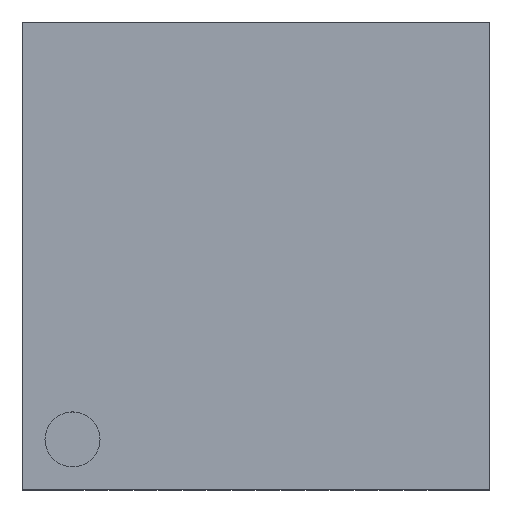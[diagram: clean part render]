
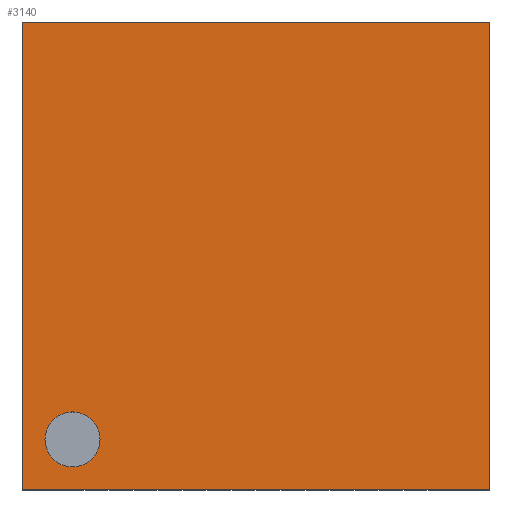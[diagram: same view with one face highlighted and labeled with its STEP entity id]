
A CAD part, top view. The second image highlights one B-rep face of the part: STEP entity #3140.
In plain terms, the highlighted planar face has unit normal (0, 0, 1).
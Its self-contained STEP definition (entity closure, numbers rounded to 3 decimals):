
#17=FACE_BOUND($,#395,.T.);
#19=CIRCLE($,#3282,0.3);
#213=FACE_OUTER_BOUND($,#394,.T.);
#394=EDGE_LOOP($,(#2761,#2762,#2763,#2764));
#395=EDGE_LOOP($,(#2765));
#784=LINE($,#4971,#1204);
#802=LINE($,#4994,#1222);
#807=LINE($,#5001,#1227);
#809=LINE($,#5004,#1229);
#1204=VECTOR($,#4089,5.1);
#1222=VECTOR($,#4109,5.1);
#1227=VECTOR($,#4116,5.1);
#1229=VECTOR($,#4120,5.1);
#1371=VERTEX_POINT($,#4569);
#1509=VERTEX_POINT($,#4968);
#1510=VERTEX_POINT($,#4970);
#1513=VERTEX_POINT($,#4991);
#1514=VERTEX_POINT($,#4993);
#1717=EDGE_CURVE($,#1371,#1371,#19,.T.);
#1908=EDGE_CURVE($,#1510,#1509,#784,.T.);
#1926=EDGE_CURVE($,#1514,#1513,#802,.T.);
#1931=EDGE_CURVE($,#1509,#1514,#807,.T.);
#1933=EDGE_CURVE($,#1513,#1510,#809,.T.);
#2761=ORIENTED_EDGE($,*,*,#1933,.T.);
#2762=ORIENTED_EDGE($,*,*,#1908,.T.);
#2763=ORIENTED_EDGE($,*,*,#1931,.T.);
#2764=ORIENTED_EDGE($,*,*,#1926,.T.);
#2765=ORIENTED_EDGE($,*,*,#1717,.T.);
#2961=PLANE($,#3358);
#3140=ADVANCED_FACE($,(#213,#17),#2961,.T.);
#3282=AXIS2_PLACEMENT_3D($,#4570,#3755,#3756);
#3358=AXIS2_PLACEMENT_3D($,#5006,#4123,#4124);
#3755=DIRECTION('center_axis',(0.,0.,-1.));
#3756=DIRECTION('ref_axis',(-1.,0.,0.));
#4089=DIRECTION($,(1.,0.,0.));
#4109=DIRECTION($,(-1.,0.,0.));
#4116=DIRECTION($,(0.,1.,0.));
#4120=DIRECTION($,(0.,-1.,0.));
#4123=DIRECTION('center_axis',(0.,0.,1.));
#4124=DIRECTION('ref_axis',(1.,0.,0.));
#4569=CARTESIAN_POINT('',(-1.7,-2.,0.8));
#4570=CARTESIAN_POINT('Origin',(-2.,-2.,0.8));
#4968=CARTESIAN_POINT('',(2.55,-2.55,0.8));
#4970=CARTESIAN_POINT('',(-2.55,-2.55,0.8));
#4971=CARTESIAN_POINT($,(2.55,-2.55,0.8));
#4991=CARTESIAN_POINT('',(-2.55,2.55,0.8));
#4993=CARTESIAN_POINT('',(2.55,2.55,0.8));
#4994=CARTESIAN_POINT($,(-2.55,2.55,0.8));
#5001=CARTESIAN_POINT($,(2.55,2.55,0.8));
#5004=CARTESIAN_POINT($,(-2.55,-2.55,0.8));
#5006=CARTESIAN_POINT('Origin',(0.,0.,0.8));
